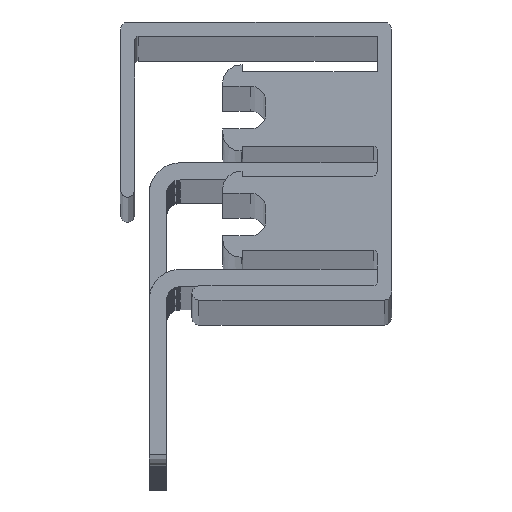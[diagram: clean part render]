
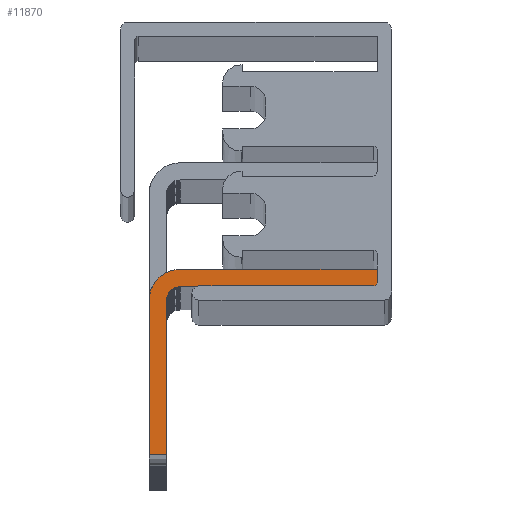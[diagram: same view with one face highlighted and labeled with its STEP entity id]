
A CAD part, top view. The second image highlights one B-rep face of the part: STEP entity #11870.
In plain terms, the highlighted planar face has unit normal (0, 0, 1).
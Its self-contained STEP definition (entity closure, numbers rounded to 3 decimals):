
#1938=DIRECTION('',(-1.,0.,0.));
#1939=VECTOR('',#1938,12.25);
#1940=CARTESIAN_POINT('',(8.25,-8.75,480.));
#1941=LINE('',#1940,#1939);
#1965=CARTESIAN_POINT('',(8.25,-8.5,480.));
#1966=DIRECTION('',(0.,0.,1.));
#1967=DIRECTION('',(0.,-1.,0.));
#1968=AXIS2_PLACEMENT_3D('',#1965,#1966,#1967);
#1990=DIRECTION('',(0.,1.,0.));
#1991=VECTOR('',#1990,0.95);
#1992=CARTESIAN_POINT('',(8.5,-8.5,480.));
#1993=LINE('',#1992,#1991);
#2070=DIRECTION('',(-1.,0.,0.));
#2071=VECTOR('',#2070,1.3);
#2072=CARTESIAN_POINT('',(-4.,-8.75,480.));
#2073=LINE('',#2072,#2071);
#2074=CARTESIAN_POINT('',(-5.3,-9.75,480.));
#2075=DIRECTION('',(0.,0.,1.));
#2076=DIRECTION('',(0.,1.,0.));
#2077=AXIS2_PLACEMENT_3D('',#2074,#2075,#2076);
#2079=DIRECTION('',(0.,-1.,0.));
#2080=VECTOR('',#2079,10.802);
#2081=CARTESIAN_POINT('',(-6.3,-9.75,480.));
#2082=LINE('',#2081,#2080);
#2083=DIRECTION('',(-1.,0.,0.));
#2084=VECTOR('',#2083,1.2);
#2085=CARTESIAN_POINT('',(-6.3,-20.552,480.));
#2086=LINE('',#2085,#2084);
#2087=DIRECTION('',(0.,1.,0.));
#2088=VECTOR('',#2087,10.802);
#2089=CARTESIAN_POINT('',(-7.5,-20.552,480.));
#2090=LINE('',#2089,#2088);
#2091=CARTESIAN_POINT('',(-5.3,-9.75,480.));
#2092=DIRECTION('',(0.,0.,-1.));
#2093=DIRECTION('',(-1.,0.,0.));
#2094=AXIS2_PLACEMENT_3D('',#2091,#2092,#2093);
#2166=DIRECTION('',(-1.,0.,0.));
#2167=VECTOR('',#2166,13.8);
#2168=CARTESIAN_POINT('',(8.5,-7.55,480.));
#2169=LINE('',#2168,#2167);
#7868=CARTESIAN_POINT('',(-7.5,-20.552,480.));
#7870=VERTEX_POINT('',#7868);
#7878=CARTESIAN_POINT('',(-7.5,-9.75,480.));
#7879=VERTEX_POINT('',#7878);
#7886=CARTESIAN_POINT('',(-5.3,-7.55,480.));
#7887=VERTEX_POINT('',#7886);
#8090=CARTESIAN_POINT('',(-5.3,-8.75,480.));
#8092=VERTEX_POINT('',#8090);
#8096=CARTESIAN_POINT('',(-6.3,-9.75,480.));
#8097=VERTEX_POINT('',#8096);
#8410=CARTESIAN_POINT('',(-6.3,-20.552,480.));
#8411=VERTEX_POINT('',#8410);
#9277=CARTESIAN_POINT('',(-4.,-8.75,480.));
#9279=VERTEX_POINT('',#9277);
#9282=CARTESIAN_POINT('',(8.25,-8.75,480.));
#9283=VERTEX_POINT('',#9282);
#9286=CARTESIAN_POINT('',(8.5,-8.5,480.));
#9287=VERTEX_POINT('',#9286);
#9290=CARTESIAN_POINT('',(8.5,-7.55,480.));
#9291=VERTEX_POINT('',#9290);
#11848=CARTESIAN_POINT('',(0.5,-14.051,480.));
#11849=DIRECTION('',(0.,0.,1.));
#11850=DIRECTION('',(1.,0.,0.));
#11851=AXIS2_PLACEMENT_3D('',#11848,#11849,#11850);
#11852=PLANE('',#11851);
#11853=ORIENTED_EDGE('',*,*,#11626,.T.);
#11854=ORIENTED_EDGE('',*,*,#10079,.T.);
#11856=ORIENTED_EDGE('',*,*,#11855,.T.);
#11858=ORIENTED_EDGE('',*,*,#11857,.T.);
#11860=ORIENTED_EDGE('',*,*,#11859,.T.);
#11862=ORIENTED_EDGE('',*,*,#11861,.T.);
#11863=ORIENTED_EDGE('',*,*,#10853,.T.);
#11865=ORIENTED_EDGE('',*,*,#11864,.F.);
#11866=ORIENTED_EDGE('',*,*,#11699,.F.);
#11867=ORIENTED_EDGE('',*,*,#11678,.F.);
#11868=EDGE_LOOP('',(#11853,#11854,#11856,#11858,#11860,#11862,#11863,#11865,
#11866,#11867));
#11869=FACE_OUTER_BOUND('',#11868,.F.);
#1969=CIRCLE('',#1968,0.25);
#2078=CIRCLE('',#2077,1.);
#2095=CIRCLE('',#2094,2.2);
#10079=EDGE_CURVE('',#9279,#8092,#2073,.T.);
#10853=EDGE_CURVE('',#7879,#7887,#2095,.T.);
#11626=EDGE_CURVE('',#9283,#9279,#1941,.T.);
#11678=EDGE_CURVE('',#9283,#9287,#1969,.T.);
#11699=EDGE_CURVE('',#9287,#9291,#1993,.T.);
#11855=EDGE_CURVE('',#8092,#8097,#2078,.T.);
#11857=EDGE_CURVE('',#8097,#8411,#2082,.T.);
#11859=EDGE_CURVE('',#8411,#7870,#2086,.T.);
#11861=EDGE_CURVE('',#7870,#7879,#2090,.T.);
#11864=EDGE_CURVE('',#9291,#7887,#2169,.T.);
#11870=ADVANCED_FACE('',(#11869),#11852,.T.);
